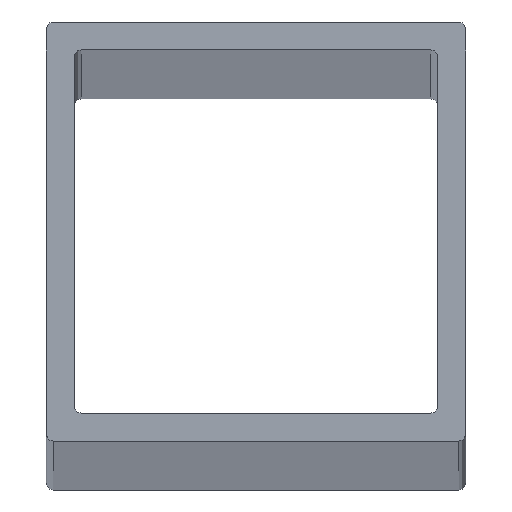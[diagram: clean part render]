
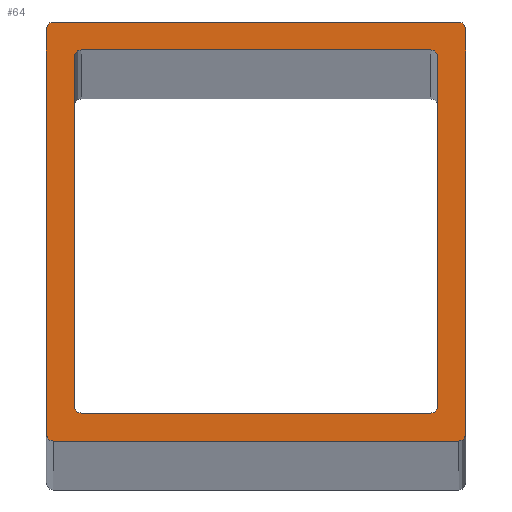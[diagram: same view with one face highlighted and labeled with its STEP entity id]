
A CAD part, top view. The second image highlights one B-rep face of the part: STEP entity #64.
In plain terms, the highlighted planar face has unit normal (0, 0, 1).
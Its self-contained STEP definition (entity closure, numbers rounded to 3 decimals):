
#64 = ADVANCED_FACE( '', ( #129, #130 ), #131, .T. );
#129 = FACE_BOUND( '', #192, .T. );
#130 = FACE_OUTER_BOUND( '', #193, .T. );
#131 = PLANE( '', #194 );
#192 = EDGE_LOOP( '', ( #315, #316, #317, #318, #319, #320, #321, #322 ) );
#193 = EDGE_LOOP( '', ( #323, #324, #325, #326, #327, #328, #329, #330 ) );
#194 = AXIS2_PLACEMENT_3D( '', #331, #332, #333 );
#315 = ORIENTED_EDGE( '', *, *, #433, .F. );
#316 = ORIENTED_EDGE( '', *, *, #408, .F. );
#317 = ORIENTED_EDGE( '', *, *, #427, .F. );
#318 = ORIENTED_EDGE( '', *, *, #398, .F. );
#319 = ORIENTED_EDGE( '', *, *, #394, .F. );
#320 = ORIENTED_EDGE( '', *, *, #385, .F. );
#321 = ORIENTED_EDGE( '', *, *, #416, .F. );
#322 = ORIENTED_EDGE( '', *, *, #390, .F. );
#323 = ORIENTED_EDGE( '', *, *, #434, .T. );
#324 = ORIENTED_EDGE( '', *, *, #435, .T. );
#325 = ORIENTED_EDGE( '', *, *, #430, .T. );
#326 = ORIENTED_EDGE( '', *, *, #436, .T. );
#327 = ORIENTED_EDGE( '', *, *, #437, .T. );
#328 = ORIENTED_EDGE( '', *, *, #412, .T. );
#329 = ORIENTED_EDGE( '', *, *, #403, .T. );
#330 = ORIENTED_EDGE( '', *, *, #438, .T. );
#331 = CARTESIAN_POINT( '', ( -14.5, -14.5, 2000. ) );
#332 = DIRECTION( '', ( 0., 0., 1. ) );
#333 = DIRECTION( '', ( 1., 0., 0. ) );
#385 = EDGE_CURVE( '', #452, #454, #455, .T. );
#390 = EDGE_CURVE( '', #461, #463, #464, .T. );
#394 = EDGE_CURVE( '', #454, #469, #470, .T. );
#398 = EDGE_CURVE( '', #469, #475, #476, .T. );
#403 = EDGE_CURVE( '', #484, #482, #485, .T. );
#408 = EDGE_CURVE( '', #491, #493, #494, .T. );
#412 = EDGE_CURVE( '', #499, #484, #500, .T. );
#416 = EDGE_CURVE( '', #463, #452, #504, .T. );
#427 = EDGE_CURVE( '', #475, #491, #520, .T. );
#430 = EDGE_CURVE( '', #524, #522, #525, .T. );
#433 = EDGE_CURVE( '', #493, #461, #528, .T. );
#434 = EDGE_CURVE( '', #529, #530, #531, .T. );
#435 = EDGE_CURVE( '', #530, #524, #532, .T. );
#436 = EDGE_CURVE( '', #522, #533, #534, .T. );
#437 = EDGE_CURVE( '', #533, #499, #535, .T. );
#438 = EDGE_CURVE( '', #482, #529, #536, .T. );
#452 = VERTEX_POINT( '', #550 );
#454 = VERTEX_POINT( '', #553 );
#455 = CIRCLE( '', #554, 0.5 );
#461 = VERTEX_POINT( '', #561 );
#463 = VERTEX_POINT( '', #564 );
#464 = CIRCLE( '', #565, 0.5 );
#469 = VERTEX_POINT( '', #572 );
#470 = LINE( '', #573, #574 );
#475 = VERTEX_POINT( '', #580 );
#476 = CIRCLE( '', #581, 0.5 );
#482 = VERTEX_POINT( '', #589 );
#484 = VERTEX_POINT( '', #592 );
#485 = LINE( '', #593, #594 );
#491 = VERTEX_POINT( '', #601 );
#493 = VERTEX_POINT( '', #604 );
#494 = CIRCLE( '', #605, 0.5 );
#499 = VERTEX_POINT( '', #611 );
#500 = CIRCLE( '', #612, 0.5 );
#504 = LINE( '', #618, #619 );
#520 = LINE( '', #640, #641 );
#522 = VERTEX_POINT( '', #643 );
#524 = VERTEX_POINT( '', #646 );
#525 = LINE( '', #647, #648 );
#528 = LINE( '', #652, #653 );
#529 = VERTEX_POINT( '', #654 );
#530 = VERTEX_POINT( '', #655 );
#531 = LINE( '', #656, #657 );
#532 = CIRCLE( '', #658, 0.5 );
#533 = VERTEX_POINT( '', #659 );
#534 = CIRCLE( '', #660, 0.5 );
#535 = LINE( '', #661, #662 );
#536 = CIRCLE( '', #663, 0.5 );
#550 = CARTESIAN_POINT( '', ( 12.5, -13., 2000. ) );
#553 = CARTESIAN_POINT( '', ( 13., -12.5, 2000. ) );
#554 = AXIS2_PLACEMENT_3D( '', #680, #681, #682 );
#561 = CARTESIAN_POINT( '', ( -13., -12.5, 2000. ) );
#564 = CARTESIAN_POINT( '', ( -12.5, -13., 2000. ) );
#565 = AXIS2_PLACEMENT_3D( '', #688, #689, #690 );
#572 = CARTESIAN_POINT( '', ( 13., 12.5, 2000. ) );
#573 = CARTESIAN_POINT( '', ( 13., -12.5, 2000. ) );
#574 = VECTOR( '', #693, 1000. );
#580 = CARTESIAN_POINT( '', ( 12.5, 13., 2000. ) );
#581 = AXIS2_PLACEMENT_3D( '', #698, #699, #700 );
#589 = CARTESIAN_POINT( '', ( -14.5, 15., 2000. ) );
#592 = CARTESIAN_POINT( '', ( 14.5, 15., 2000. ) );
#593 = CARTESIAN_POINT( '', ( 14.5, 15., 2000. ) );
#594 = VECTOR( '', #704, 1000. );
#601 = CARTESIAN_POINT( '', ( -12.5, 13., 2000. ) );
#604 = CARTESIAN_POINT( '', ( -13., 12.5, 2000. ) );
#605 = AXIS2_PLACEMENT_3D( '', #710, #711, #712 );
#611 = CARTESIAN_POINT( '', ( 15., 14.5, 2000. ) );
#612 = AXIS2_PLACEMENT_3D( '', #717, #718, #719 );
#618 = CARTESIAN_POINT( '', ( -12.5, -13., 2000. ) );
#619 = VECTOR( '', #722, 1000. );
#640 = CARTESIAN_POINT( '', ( 12.5, 13., 2000. ) );
#641 = VECTOR( '', #737, 1000. );
#643 = CARTESIAN_POINT( '', ( 14.5, -15., 2000. ) );
#646 = CARTESIAN_POINT( '', ( -14.5, -15., 2000. ) );
#647 = CARTESIAN_POINT( '', ( -14.5, -15., 2000. ) );
#648 = VECTOR( '', #739, 1000. );
#652 = CARTESIAN_POINT( '', ( -13., 12.5, 2000. ) );
#653 = VECTOR( '', #741, 1000. );
#654 = CARTESIAN_POINT( '', ( -15., 14.5, 2000. ) );
#655 = CARTESIAN_POINT( '', ( -15., -14.5, 2000. ) );
#656 = CARTESIAN_POINT( '', ( -15., 14.5, 2000. ) );
#657 = VECTOR( '', #742, 1000. );
#658 = AXIS2_PLACEMENT_3D( '', #743, #744, #745 );
#659 = CARTESIAN_POINT( '', ( 15., -14.5, 2000. ) );
#660 = AXIS2_PLACEMENT_3D( '', #746, #747, #748 );
#661 = CARTESIAN_POINT( '', ( 15., -14.5, 2000. ) );
#662 = VECTOR( '', #749, 1000. );
#663 = AXIS2_PLACEMENT_3D( '', #750, #751, #752 );
#680 = CARTESIAN_POINT( '', ( 12.5, -12.5, 2000. ) );
#681 = DIRECTION( '', ( 0., 0., 1. ) );
#682 = DIRECTION( '', ( 1., 0., 0. ) );
#688 = CARTESIAN_POINT( '', ( -12.5, -12.5, 2000. ) );
#689 = DIRECTION( '', ( 0., 0., 1. ) );
#690 = DIRECTION( '', ( 1., 0., 0. ) );
#693 = DIRECTION( '', ( 0., 1., 0. ) );
#698 = CARTESIAN_POINT( '', ( 12.5, 12.5, 2000. ) );
#699 = DIRECTION( '', ( 0., 0., 1. ) );
#700 = DIRECTION( '', ( 1., 0., 0. ) );
#704 = DIRECTION( '', ( -1., 0., 0. ) );
#710 = CARTESIAN_POINT( '', ( -12.5, 12.5, 2000. ) );
#711 = DIRECTION( '', ( 0., 0., 1. ) );
#712 = DIRECTION( '', ( 1., 0., 0. ) );
#717 = CARTESIAN_POINT( '', ( 14.5, 14.5, 2000. ) );
#718 = DIRECTION( '', ( 0., 0., 1. ) );
#719 = DIRECTION( '', ( 1., 0., 0. ) );
#722 = DIRECTION( '', ( 1., 0., 0. ) );
#737 = DIRECTION( '', ( -1., 0., 0. ) );
#739 = DIRECTION( '', ( 1., 0., 0. ) );
#741 = DIRECTION( '', ( 0., -1., 0. ) );
#742 = DIRECTION( '', ( 0., -1., 0. ) );
#743 = CARTESIAN_POINT( '', ( -14.5, -14.5, 2000. ) );
#744 = DIRECTION( '', ( 0., 0., 1. ) );
#745 = DIRECTION( '', ( 1., 0., 0. ) );
#746 = CARTESIAN_POINT( '', ( 14.5, -14.5, 2000. ) );
#747 = DIRECTION( '', ( 0., 0., 1. ) );
#748 = DIRECTION( '', ( 1., 0., 0. ) );
#749 = DIRECTION( '', ( 0., 1., 0. ) );
#750 = CARTESIAN_POINT( '', ( -14.5, 14.5, 2000. ) );
#751 = DIRECTION( '', ( 0., 0., 1. ) );
#752 = DIRECTION( '', ( 1., 0., 0. ) );
